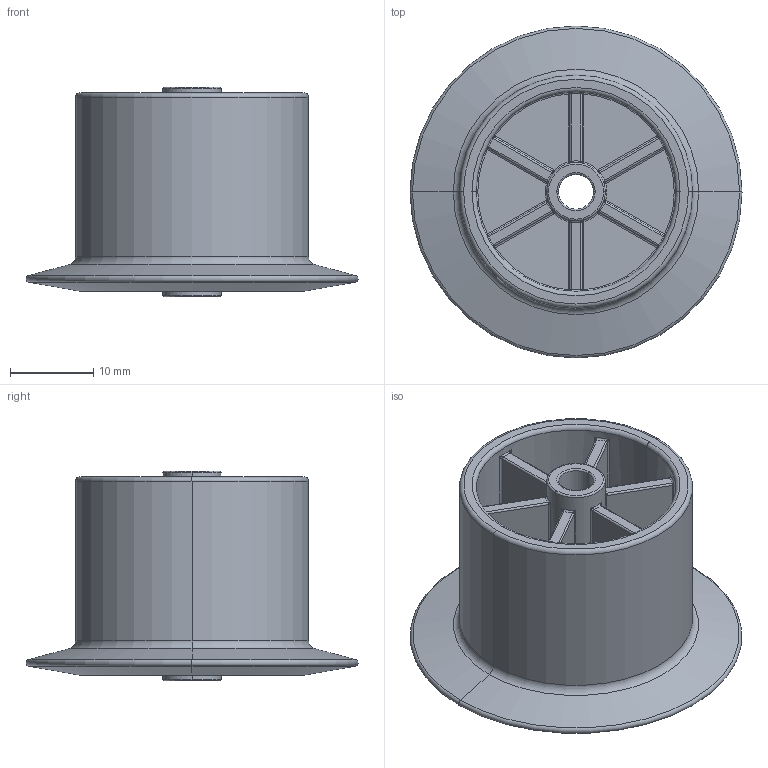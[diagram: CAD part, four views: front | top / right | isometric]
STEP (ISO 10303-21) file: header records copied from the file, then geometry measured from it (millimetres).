
FILE_DESCRIPTION (( 'STEP AP203' ), '1' );
FILE_NAME ('062RR28F74.STEP', '2015-09-11T10:58:53', ( 'Fath' ), ( 'Hewlett-Packard Company' ), 'SwSTEP 2.0', 'SolidWorks 2014', '' );
FILE_SCHEMA (( 'CONFIG_CONTROL_DESIGN' ));
Length unit declared in the file: millimetre
Products named in the file (1): 062RR28F74
Bounding box: 39.89 x 39.89 x 25.2 mm (x, y, z)
Volume: 7887.7 mm3; surface area: 8304.8 mm2
Topology: 1 solids, 1 shells, 534 faces, 1332 edges, 734 vertices
Faces by surface type: plane 166, cylinder 126, torus 98, bspline 82, sphere 58, cone 4
Entity records: 17091 total; most frequent: CARTESIAN_POINT 5273, DIRECTION 2476, ORIENTED_EDGE 2472, EDGE_CURVE 1236, AXIS2_PLACEMENT_3D 961, VERTEX_POINT 714, LINE 554, VECTOR 554
